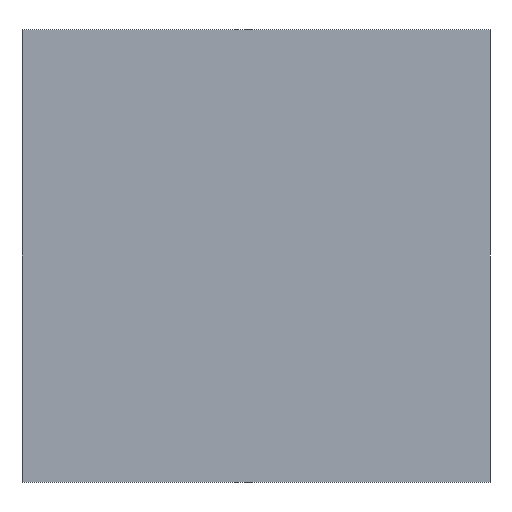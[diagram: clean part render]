
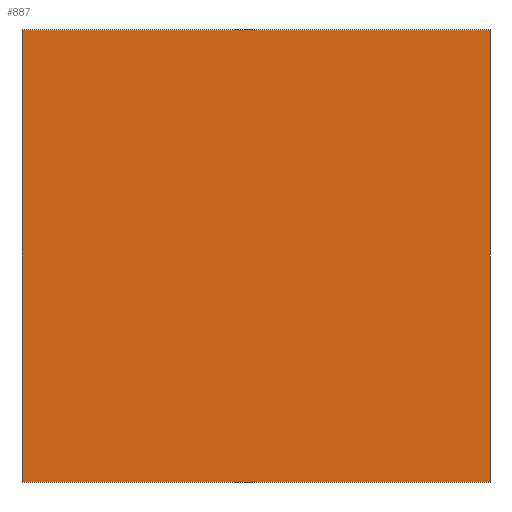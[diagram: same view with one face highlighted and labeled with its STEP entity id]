
A CAD part, front view. The second image highlights one B-rep face of the part: STEP entity #887.
In plain terms, the highlighted planar face has unit normal (0, -1, 0).
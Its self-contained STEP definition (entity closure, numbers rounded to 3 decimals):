
#62 = LINE ( 'NONE', #500, #1161 ) ;
#64 = VECTOR ( 'NONE', #1308, 1000. ) ;
#81 = FACE_OUTER_BOUND ( 'NONE', #388, .T. ) ;
#133 = VERTEX_POINT ( 'NONE', #837 ) ;
#134 = LINE ( 'NONE', #1807, #1195 ) ;
#191 = CARTESIAN_POINT ( 'NONE',  ( 115.949, -30., -99.517 ) ) ;
#388 = EDGE_LOOP ( 'NONE', ( #1233, #498, #1417, #944 ) ) ;
#498 = ORIENTED_EDGE ( 'NONE', *, *, #1284, .T. ) ;
#500 = CARTESIAN_POINT ( 'NONE',  ( -107.575, -30., 116.796 ) ) ;
#540 = DIRECTION ( 'NONE',  ( 1., 0., 0. ) ) ;
#685 = PLANE ( 'NONE',  #847 ) ;
#694 = DIRECTION ( 'NONE',  ( 0., 0., -1. ) ) ;
#746 = CARTESIAN_POINT ( 'NONE',  ( -107.575, -30., -99.517 ) ) ;
#837 = CARTESIAN_POINT ( 'NONE',  ( -107.575, -30., 116.796 ) ) ;
#847 = AXIS2_PLACEMENT_3D ( 'NONE', #1235, #1799, #694 ) ;
#880 = DIRECTION ( 'NONE',  ( 1., 0., 0. ) ) ;
#887 = ADVANCED_FACE ( 'NONE', ( #81 ), #685, .T. ) ;
#944 = ORIENTED_EDGE ( 'NONE', *, *, #1307, .F. ) ;
#1042 = DIRECTION ( 'NONE',  ( 0., 0., 1. ) ) ;
#1103 = CARTESIAN_POINT ( 'NONE',  ( 115.949, -30., -99.517 ) ) ;
#1107 = EDGE_CURVE ( 'NONE', #133, #1453, #62, .T. ) ;
#1161 = VECTOR ( 'NONE', #880, 1000. ) ;
#1195 = VECTOR ( 'NONE', #540, 1000. ) ;
#1233 = ORIENTED_EDGE ( 'NONE', *, *, #1560, .T. ) ;
#1235 = CARTESIAN_POINT ( 'NONE',  ( 0., -30., 0. ) ) ;
#1284 = EDGE_CURVE ( 'NONE', #1736, #1453, #1613, .T. ) ;
#1307 = EDGE_CURVE ( 'NONE', #1334, #133, #1747, .T. ) ;
#1308 = DIRECTION ( 'NONE',  ( 0., 0., 1. ) ) ;
#1334 = VERTEX_POINT ( 'NONE', #1473 ) ;
#1417 = ORIENTED_EDGE ( 'NONE', *, *, #1107, .F. ) ;
#1453 = VERTEX_POINT ( 'NONE', #1656 ) ;
#1466 = VECTOR ( 'NONE', #1042, 1000. ) ;
#1473 = CARTESIAN_POINT ( 'NONE',  ( -107.575, -30., -99.517 ) ) ;
#1560 = EDGE_CURVE ( 'NONE', #1334, #1736, #134, .T. ) ;
#1613 = LINE ( 'NONE', #191, #64 ) ;
#1656 = CARTESIAN_POINT ( 'NONE',  ( 115.949, -30., 116.796 ) ) ;
#1736 = VERTEX_POINT ( 'NONE', #1103 ) ;
#1747 = LINE ( 'NONE', #746, #1466 ) ;
#1799 = DIRECTION ( 'NONE',  ( 0., -1., 0. ) ) ;
#1807 = CARTESIAN_POINT ( 'NONE',  ( -107.575, -30., -99.517 ) ) ;
